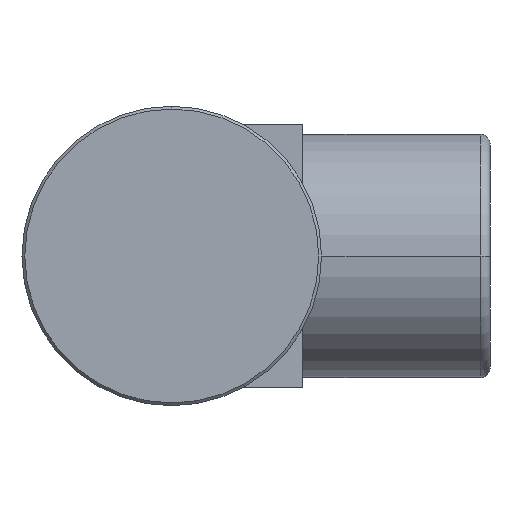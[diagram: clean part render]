
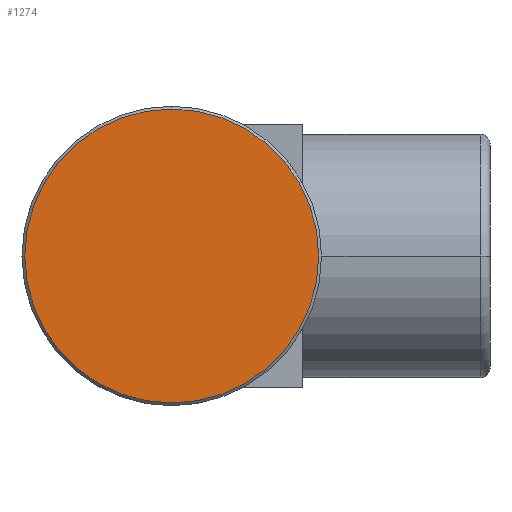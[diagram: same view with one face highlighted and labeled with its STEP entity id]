
A CAD part, left-side view. The second image highlights one B-rep face of the part: STEP entity #1274.
In plain terms, the highlighted planar face has unit normal (-1, 0, 0).
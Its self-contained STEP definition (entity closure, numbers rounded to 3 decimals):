
#8 = FACE_OUTER_BOUND ( 'NONE', #600, .T. ) ;
#28 = DIRECTION ( 'NONE',  ( -1., 0., 0. ) ) ;
#45 = CARTESIAN_POINT ( 'NONE',  ( 0., 0., 0. ) ) ;
#169 = AXIS2_PLACEMENT_3D ( 'NONE', #45, #28, #1086 ) ;
#170 = DIRECTION ( 'NONE',  ( -1., 0., 0. ) ) ;
#180 = EDGE_CURVE ( 'NONE', #935, #1240, #1294, .T. ) ;
#422 = CIRCLE ( 'NONE', #169, 15.7 ) ;
#600 = EDGE_LOOP ( 'NONE', ( #983, #607 ) ) ;
#607 = ORIENTED_EDGE ( 'NONE', *, *, #180, .T. ) ;
#711 = EDGE_CURVE ( 'NONE', #1240, #935, #422, .T. ) ;
#734 = CARTESIAN_POINT ( 'NONE',  ( 0., 0., -15.7 ) ) ;
#798 = CARTESIAN_POINT ( 'NONE',  ( 0., 0., 0. ) ) ;
#935 = VERTEX_POINT ( 'NONE', #1349 ) ;
#974 = CARTESIAN_POINT ( 'NONE',  ( 0., 0., 0. ) ) ;
#979 = DIRECTION ( 'NONE',  ( 0., 0., -1. ) ) ;
#983 = ORIENTED_EDGE ( 'NONE', *, *, #711, .T. ) ;
#1067 = AXIS2_PLACEMENT_3D ( 'NONE', #974, #1170, #979 ) ;
#1084 = PLANE ( 'NONE',  #1067 ) ;
#1086 = DIRECTION ( 'NONE',  ( 0., 0., 1. ) ) ;
#1170 = DIRECTION ( 'NONE',  ( 1., 0., 0. ) ) ;
#1189 = AXIS2_PLACEMENT_3D ( 'NONE', #798, #170, #1228 ) ;
#1228 = DIRECTION ( 'NONE',  ( 0., 0., 1. ) ) ;
#1240 = VERTEX_POINT ( 'NONE', #734 ) ;
#1274 = ADVANCED_FACE ( 'NONE', ( #8 ), #1084, .F. ) ;
#1294 = CIRCLE ( 'NONE', #1189, 15.7 ) ;
#1349 = CARTESIAN_POINT ( 'NONE',  ( 0., 0., 15.7 ) ) ;
